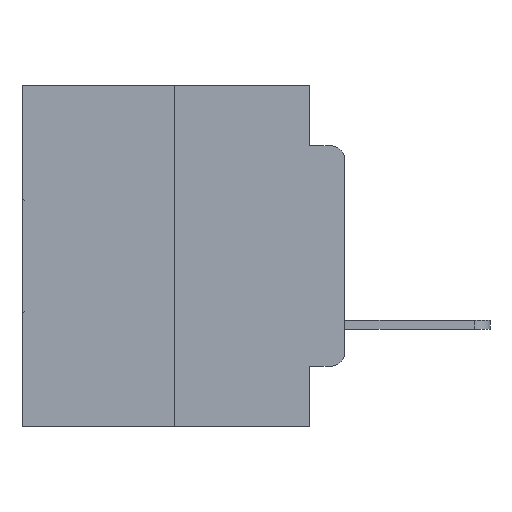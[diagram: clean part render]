
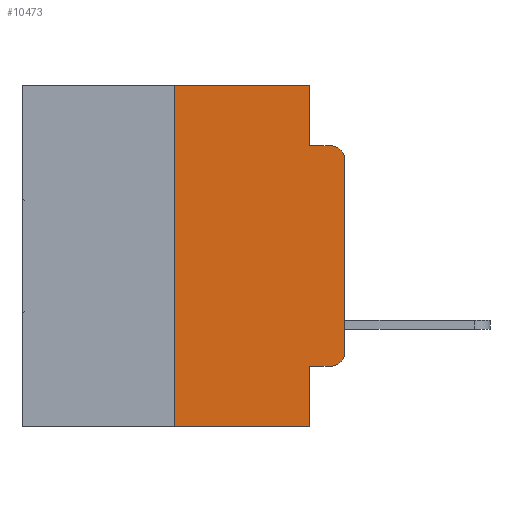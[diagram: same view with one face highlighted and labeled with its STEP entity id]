
A CAD part, left-side view. The second image highlights one B-rep face of the part: STEP entity #10473.
In plain terms, the highlighted planar face has unit normal (-1, 0, 0).
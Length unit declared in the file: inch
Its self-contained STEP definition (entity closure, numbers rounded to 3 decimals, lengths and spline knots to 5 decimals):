
#238 = VERTEX_POINT ( 'NONE', #20935 ) ;
#940 = EDGE_CURVE ( 'NONE', #28360, #24897, #27248, .T. ) ;
#1503 = ORIENTED_EDGE ( 'NONE', *, *, #10164, .T. ) ;
#1720 = CIRCLE ( 'NONE', #20771, 0.02 ) ;
#1953 = VECTOR ( 'NONE', #6543, 39.37008 ) ;
#2274 = EDGE_LOOP ( 'NONE', ( #25765, #27167, #17197, #7826, #4981, #25488, #1503, #23093, #28961, #28631 ) ) ;
#2842 = EDGE_CURVE ( 'NONE', #24897, #24573, #26171, .T. ) ;
#2869 = CARTESIAN_POINT ( 'NONE',  ( 0., 0.473, 0. ) ) ;
#3709 = LINE ( 'NONE', #26996, #22728 ) ;
#4700 = EDGE_CURVE ( 'NONE', #26505, #24573, #25712, .T. ) ;
#4928 = CARTESIAN_POINT ( 'NONE',  ( 0., 0.25, -0.5 ) ) ;
#4981 = ORIENTED_EDGE ( 'NONE', *, *, #12632, .F. ) ;
#5055 = VECTOR ( 'NONE', #29158, 39.37008 ) ;
#5617 = DIRECTION ( 'NONE',  ( 0., 0., -1. ) ) ;
#6039 = VERTEX_POINT ( 'NONE', #29456 ) ;
#6543 = DIRECTION ( 'NONE',  ( 0., 0., -1. ) ) ;
#6676 = DIRECTION ( 'NONE',  ( 0., -1., 0. ) ) ;
#6993 = CARTESIAN_POINT ( 'NONE',  ( 0., 0.02, -0.0885 ) ) ;
#7132 = EDGE_CURVE ( 'NONE', #19198, #21216, #1720, .T. ) ;
#7183 = CARTESIAN_POINT ( 'NONE',  ( 0., 0.02, -0.1085 ) ) ;
#7520 = DIRECTION ( 'NONE',  ( 0., -1., 0. ) ) ;
#7826 = ORIENTED_EDGE ( 'NONE', *, *, #940, .F. ) ;
#7975 = DIRECTION ( 'NONE',  ( 0., 0., 1. ) ) ;
#8904 = EDGE_CURVE ( 'NONE', #25788, #19198, #11722, .T. ) ;
#9486 = CARTESIAN_POINT ( 'NONE',  ( 0., 0.02, -0.4115 ) ) ;
#9837 = DIRECTION ( 'NONE',  ( 0., 0., -1. ) ) ;
#10002 = VECTOR ( 'NONE', #6676, 39.37008 ) ;
#10164 = EDGE_CURVE ( 'NONE', #20276, #238, #16597, .T. ) ;
#10473 = ADVANCED_FACE ( 'NONE', ( #22396 ), #27069, .F. ) ;
#10581 = CARTESIAN_POINT ( 'NONE',  ( 0., 0., 0. ) ) ;
#10595 = AXIS2_PLACEMENT_3D ( 'NONE', #2869, #20464, #5617 ) ;
#10727 = CARTESIAN_POINT ( 'NONE',  ( 0., 0., -0.3915 ) ) ;
#10882 = DIRECTION ( 'NONE',  ( 0., -1., 0. ) ) ;
#10955 = CARTESIAN_POINT ( 'NONE',  ( 0., 0., -0.1085 ) ) ;
#11198 = LINE ( 'NONE', #10581, #5055 ) ;
#11722 = LINE ( 'NONE', #25003, #29360 ) ;
#12632 = EDGE_CURVE ( 'NONE', #6039, #28360, #25011, .T. ) ;
#13195 = VECTOR ( 'NONE', #22381, 39.37008 ) ;
#13922 = DIRECTION ( 'NONE',  ( -1., 0., 0. ) ) ;
#14217 = CARTESIAN_POINT ( 'NONE',  ( 0., 0.051, 0. ) ) ;
#14357 = CARTESIAN_POINT ( 'NONE',  ( 0., 0.473, -0.5 ) ) ;
#15242 = AXIS2_PLACEMENT_3D ( 'NONE', #7183, #24118, #9837 ) ;
#16597 = LINE ( 'NONE', #14357, #10002 ) ;
#16654 = EDGE_CURVE ( 'NONE', #21216, #26505, #11198, .T. ) ;
#17197 = ORIENTED_EDGE ( 'NONE', *, *, #2842, .F. ) ;
#17477 = CARTESIAN_POINT ( 'NONE',  ( 0., 0.473, 0. ) ) ;
#17710 = CARTESIAN_POINT ( 'NONE',  ( 0., 0.051, 0. ) ) ;
#19198 = VERTEX_POINT ( 'NONE', #9486 ) ;
#19688 = CARTESIAN_POINT ( 'NONE',  ( 0., 0.051, -0.0885 ) ) ;
#19778 = DIRECTION ( 'NONE',  ( 0., -1., 0. ) ) ;
#20276 = VERTEX_POINT ( 'NONE', #4928 ) ;
#20354 = EDGE_CURVE ( 'NONE', #25788, #238, #25521, .T. ) ;
#20464 = DIRECTION ( 'NONE',  ( 1., 0., 0. ) ) ;
#20771 = AXIS2_PLACEMENT_3D ( 'NONE', #27631, #13922, #29742 ) ;
#20935 = CARTESIAN_POINT ( 'NONE',  ( 0., 0.051, -0.5 ) ) ;
#21216 = VERTEX_POINT ( 'NONE', #10727 ) ;
#21627 = VECTOR ( 'NONE', #19778, 39.37008 ) ;
#21890 = EDGE_CURVE ( 'NONE', #20276, #6039, #3709, .T. ) ;
#22381 = DIRECTION ( 'NONE',  ( 0., 0., -1. ) ) ;
#22396 = FACE_OUTER_BOUND ( 'NONE', #2274, .T. ) ;
#22728 = VECTOR ( 'NONE', #7975, 39.37008 ) ;
#23093 = ORIENTED_EDGE ( 'NONE', *, *, #20354, .F. ) ;
#24118 = DIRECTION ( 'NONE',  ( -1., 0., 0. ) ) ;
#24573 = VERTEX_POINT ( 'NONE', #6993 ) ;
#24897 = VERTEX_POINT ( 'NONE', #26949 ) ;
#25003 = CARTESIAN_POINT ( 'NONE',  ( 0., 0.051, -0.4115 ) ) ;
#25011 = LINE ( 'NONE', #17477, #30083 ) ;
#25254 = CARTESIAN_POINT ( 'NONE',  ( 0., 0.051, -0.4115 ) ) ;
#25488 = ORIENTED_EDGE ( 'NONE', *, *, #21890, .F. ) ;
#25521 = LINE ( 'NONE', #17710, #13195 ) ;
#25649 = CARTESIAN_POINT ( 'NONE',  ( 0., 0.051, 0. ) ) ;
#25712 = CIRCLE ( 'NONE', #15242, 0.02 ) ;
#25765 = ORIENTED_EDGE ( 'NONE', *, *, #16654, .T. ) ;
#25788 = VERTEX_POINT ( 'NONE', #25254 ) ;
#26171 = LINE ( 'NONE', #19688, #21627 ) ;
#26505 = VERTEX_POINT ( 'NONE', #10955 ) ;
#26949 = CARTESIAN_POINT ( 'NONE',  ( 0., 0.051, -0.0885 ) ) ;
#26996 = CARTESIAN_POINT ( 'NONE',  ( 0., 0.25, 0. ) ) ;
#27069 = PLANE ( 'NONE',  #10595 ) ;
#27167 = ORIENTED_EDGE ( 'NONE', *, *, #4700, .T. ) ;
#27248 = LINE ( 'NONE', #25649, #1953 ) ;
#27631 = CARTESIAN_POINT ( 'NONE',  ( 0., 0.02, -0.3915 ) ) ;
#28360 = VERTEX_POINT ( 'NONE', #14217 ) ;
#28631 = ORIENTED_EDGE ( 'NONE', *, *, #7132, .T. ) ;
#28961 = ORIENTED_EDGE ( 'NONE', *, *, #8904, .T. ) ;
#29158 = DIRECTION ( 'NONE',  ( 0., 0., 1. ) ) ;
#29360 = VECTOR ( 'NONE', #10882, 39.37008 ) ;
#29456 = CARTESIAN_POINT ( 'NONE',  ( 0., 0.25, 0. ) ) ;
#29742 = DIRECTION ( 'NONE',  ( 0., 0., -1. ) ) ;
#30083 = VECTOR ( 'NONE', #7520, 39.37008 ) ;
